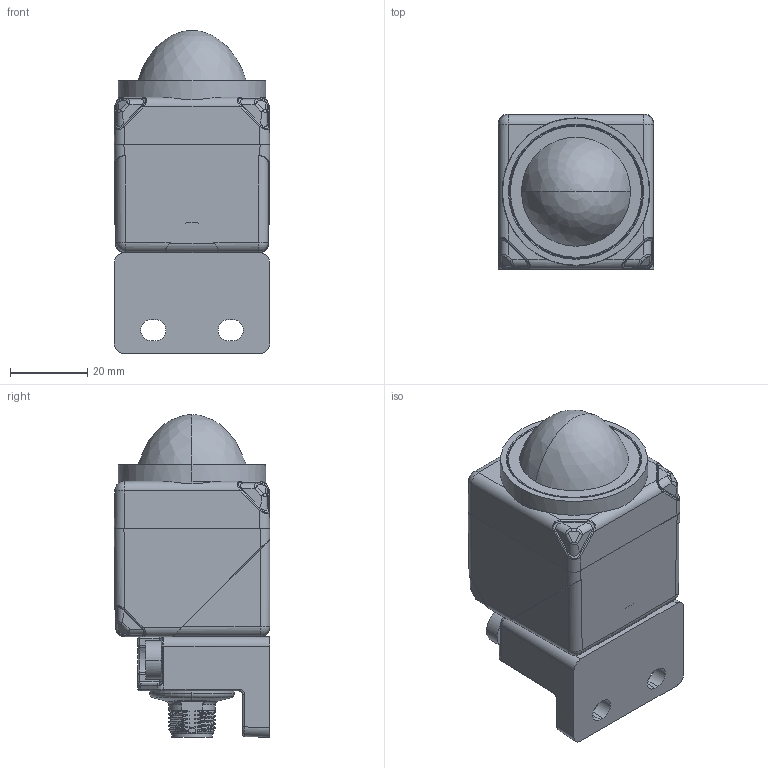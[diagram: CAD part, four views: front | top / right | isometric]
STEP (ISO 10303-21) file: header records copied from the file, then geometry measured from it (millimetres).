
FILE_DESCRIPTION((''),'2;1');
FILE_NAME('CAD-8807_SW0001','2023-10-16T08:08:21',('creinig-se'),(''),'CREO PARAMETRIC BY PTC INC, 2022284','CREO PARAMETRIC BY PTC INC, 2022284','');
FILE_SCHEMA(('CONFIG_CONTROL_DESIGN','SHAPE_APPEARANCE_LAYERS_GROUPS'));
Length unit declared in the file: millimetre
Products named in the file (1): CAD-8807_SW0001
Bounding box: 40.15 x 40.15 x 83.41 mm (x, y, z)
Volume: 93597.4 mm3; surface area: 19172.8 mm2
Topology: 1 solids, 2 shells, 919 faces, 2563 edges, 1611 vertices
Faces by surface type: plane 336, cylinder 323, bspline 104, torus 65, cone 65, sphere 24, revolution 2
Entity records: 44778 total; most frequent: CARTESIAN_POINT 16041, ORIENTED_EDGE 5062, DIRECTION 4124, EDGE_CURVE 2531, VERTEX_POINT 1611, AXIS2_PLACEMENT_3D 1492, VECTOR 1138, LINE 1138
